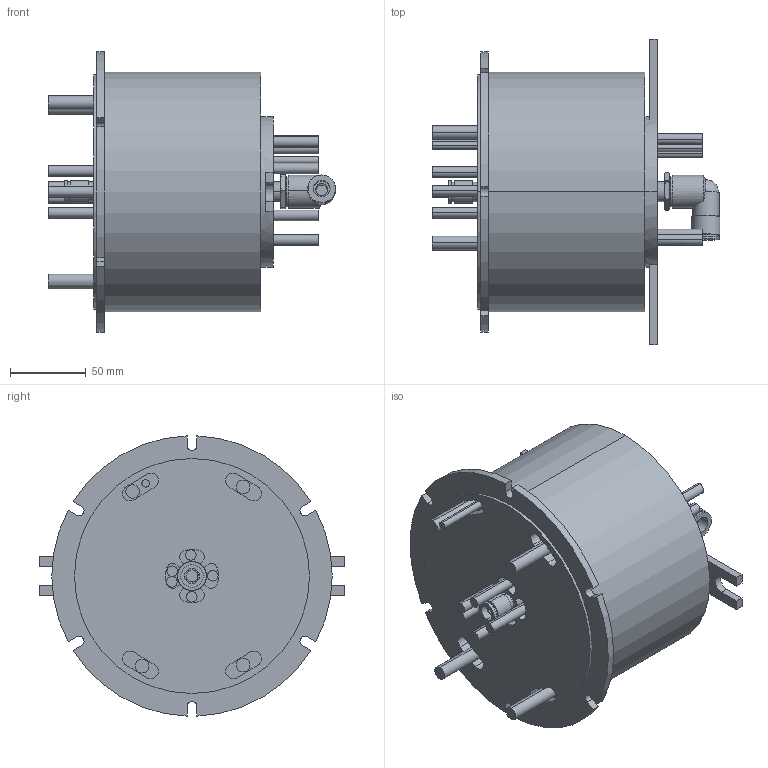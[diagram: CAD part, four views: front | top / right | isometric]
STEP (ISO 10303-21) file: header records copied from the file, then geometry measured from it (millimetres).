
FILE_DESCRIPTION (( 'STEP AP214' ), '1' );
FILE_NAME ('RX00904002.STEP', '2020-09-09T01:11:32', ( 'admin321' ), ( '' ), 'SwSTEP 2.0', 'SolidWorks 2014', '' );
FILE_SCHEMA (( 'AUTOMOTIVE_DESIGN' ));
Length unit declared in the file: millimetre
Products named in the file (4): KSL10-02S; KQ2S10-02S; MAPH100-03-G1001-P2415-P0410-S10-1E(A1753)-1_1; RX00904002
Assembly tree (3 placements, depth 2):
  RX00904002
    MAPH100-03-G1001-P2415-P0410-S10-1E(A1753)-1_1
    KQ2S10-02S
    KSL10-02S
Bounding box: 189.65 x 201.6 x 184.89 mm (x, y, z)
Volume: 2291978.7 mm3; surface area: 150324.8 mm2
Topology: 5 solids, 5 shells, 378 faces, 952 edges, 630 vertices
Faces by surface type: cylinder 200, plane 146, cone 31, bspline 1
Entity records: 12010 total; most frequent: CARTESIAN_POINT 2370, DIRECTION 2125, ORIENTED_EDGE 1904, EDGE_CURVE 952, AXIS2_PLACEMENT_3D 845, VERTEX_POINT 630, CIRCLE 462, EDGE_LOOP 436
